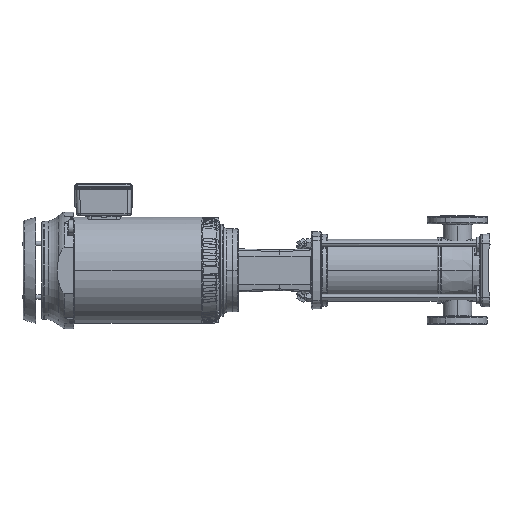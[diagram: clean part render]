
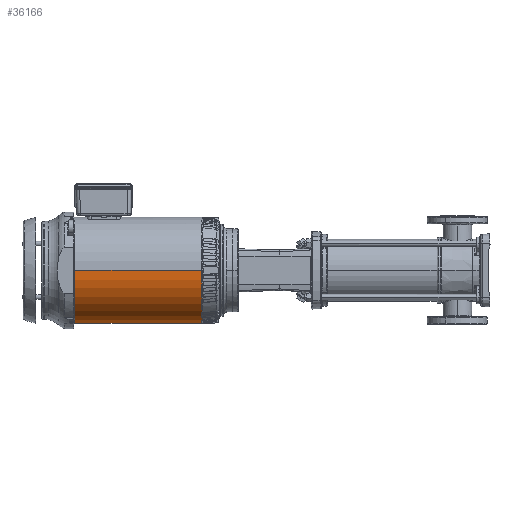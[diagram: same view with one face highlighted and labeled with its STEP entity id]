
A CAD part, left-side view. The second image highlights one B-rep face of the part: STEP entity #36166.
In plain terms, the highlighted cylindrical face has radius 146.3 mm (diameter 292.6 mm), a partial arc.
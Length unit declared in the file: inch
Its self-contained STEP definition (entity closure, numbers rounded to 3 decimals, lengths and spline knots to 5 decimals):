
#2271 = VECTOR ( 'NONE', #208654, 39.37008 ) ;
#15923 = ORIENTED_EDGE ( 'NONE', *, *, #25210, .F. ) ;
#21188 = LINE ( 'NONE', #150863, #32708 ) ;
#25210 = EDGE_CURVE ( 'NONE', #212470, #156963, #229393, .T. ) ;
#31915 = CIRCLE ( 'NONE', #223261, 5.75984 ) ;
#32265 = CARTESIAN_POINT ( 'NONE',  ( -6.93259, -5.97397, 0. ) ) ;
#32708 = VECTOR ( 'NONE', #169215, 39.37008 ) ;
#32728 = DIRECTION ( 'NONE',  ( 0., -1., 0. ) ) ;
#36166 = ADVANCED_FACE ( 'NONE', ( #186993 ), #57266, .T. ) ;
#38918 = DIRECTION ( 'NONE',  ( 0., 0., 1. ) ) ;
#39795 = ORIENTED_EDGE ( 'NONE', *, *, #211748, .T. ) ;
#52500 = DIRECTION ( 'NONE',  ( 0., -1., 0. ) ) ;
#57266 = CYLINDRICAL_SURFACE ( 'NONE', #201268, 5.75984 ) ;
#61850 = CARTESIAN_POINT ( 'NONE',  ( 44.93089, -5.97397, 0. ) ) ;
#72474 = VERTEX_POINT ( 'NONE', #163407 ) ;
#77826 = EDGE_CURVE ( 'NONE', #72474, #242014, #21188, .T. ) ;
#94665 = CARTESIAN_POINT ( 'NONE',  ( -6.93259, -0.21413, -5.75984 ) ) ;
#96694 = AXIS2_PLACEMENT_3D ( 'NONE', #218640, #126938, #32728 ) ;
#126938 = DIRECTION ( 'NONE',  ( -1., 0., 0. ) ) ;
#131895 = CARTESIAN_POINT ( 'NONE',  ( 44.93089, -0.21413, 0. ) ) ;
#132890 = ORIENTED_EDGE ( 'NONE', *, *, #238145, .F. ) ;
#150863 = CARTESIAN_POINT ( 'NONE',  ( 44.93089, -0.21413, -5.75984 ) ) ;
#156963 = VERTEX_POINT ( 'NONE', #185426 ) ;
#158497 = EDGE_LOOP ( 'NONE', ( #205413, #39795, #15923, #132890 ) ) ;
#163407 = CARTESIAN_POINT ( 'NONE',  ( 6.84694, -0.21413, -5.75984 ) ) ;
#169215 = DIRECTION ( 'NONE',  ( -1., 0., 0. ) ) ;
#185426 = CARTESIAN_POINT ( 'NONE',  ( 6.84694, -5.97397, 0. ) ) ;
#186993 = FACE_OUTER_BOUND ( 'NONE', #158497, .T. ) ;
#194468 = CIRCLE ( 'NONE', #96694, 5.75984 ) ;
#201268 = AXIS2_PLACEMENT_3D ( 'NONE', #131895, #206517, #38918 ) ;
#205413 = ORIENTED_EDGE ( 'NONE', *, *, #77826, .F. ) ;
#206517 = DIRECTION ( 'NONE',  ( -1., 0., 0. ) ) ;
#208654 = DIRECTION ( 'NONE',  ( 1., 0., 0. ) ) ;
#211748 = EDGE_CURVE ( 'NONE', #72474, #156963, #31915, .T. ) ;
#212470 = VERTEX_POINT ( 'NONE', #32265 ) ;
#218640 = CARTESIAN_POINT ( 'NONE',  ( -6.93259, -0.21413, 0. ) ) ;
#220058 = DIRECTION ( 'NONE',  ( -1., 0., 0. ) ) ;
#222462 = CARTESIAN_POINT ( 'NONE',  ( 6.84694, -0.21413, 0. ) ) ;
#223261 = AXIS2_PLACEMENT_3D ( 'NONE', #222462, #220058, #52500 ) ;
#229393 = LINE ( 'NONE', #61850, #2271 ) ;
#238145 = EDGE_CURVE ( 'NONE', #242014, #212470, #194468, .T. ) ;
#242014 = VERTEX_POINT ( 'NONE', #94665 ) ;
